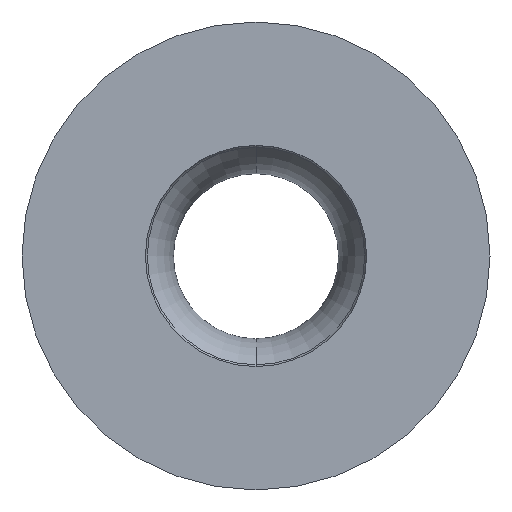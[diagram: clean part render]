
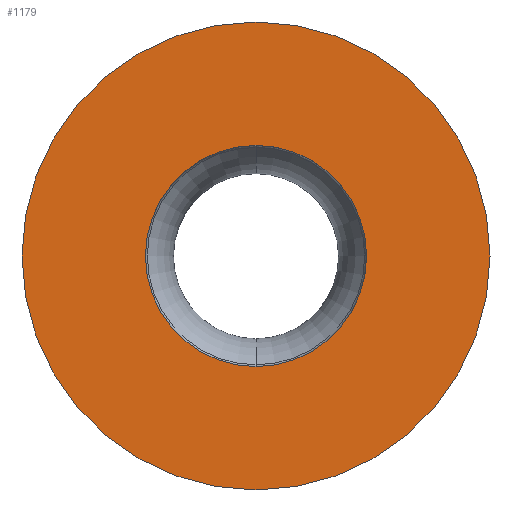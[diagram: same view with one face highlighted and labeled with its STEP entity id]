
A CAD part, top view. The second image highlights one B-rep face of the part: STEP entity #1179.
In plain terms, the highlighted planar face has unit normal (0, 0, 1).
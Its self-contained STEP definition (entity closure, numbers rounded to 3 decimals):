
#327=CARTESIAN_POINT('',(0.,0.,0.));
#328=DIRECTION('',(0.,0.,1.));
#329=DIRECTION('',(0.,-1.,0.));
#330=AXIS2_PLACEMENT_3D('',#327,#328,#329);
#335=CARTESIAN_POINT('',(0.,0.,0.));
#336=DIRECTION('',(0.,0.,-1.));
#337=DIRECTION('',(0.,-1.,0.));
#338=AXIS2_PLACEMENT_3D('',#335,#336,#337);
#343=CARTESIAN_POINT('',(0.,0.,0.));
#344=DIRECTION('',(0.,0.,-1.));
#345=DIRECTION('',(0.,-1.,0.));
#346=AXIS2_PLACEMENT_3D('',#343,#344,#345);
#351=CARTESIAN_POINT('',(0.,0.,0.));
#352=DIRECTION('',(0.,0.,-1.));
#353=DIRECTION('',(0.,1.,0.));
#354=AXIS2_PLACEMENT_3D('',#351,#352,#353);
#866=CARTESIAN_POINT('',(0.,-7.938,0.));
#867=CARTESIAN_POINT('',(0.,7.938,0.));
#868=VERTEX_POINT('',#866);
#869=VERTEX_POINT('',#867);
#900=CARTESIAN_POINT('',(0.,-3.75,0.));
#901=CARTESIAN_POINT('',(0.,3.75,0.));
#902=VERTEX_POINT('',#900);
#903=VERTEX_POINT('',#901);
#1163=CARTESIAN_POINT('',(0.,0.,0.));
#1164=DIRECTION('',(0.,0.,-1.));
#1165=DIRECTION('',(0.,1.,0.));
#1166=AXIS2_PLACEMENT_3D('',#1163,#1164,#1165);
#1167=PLANE('',#1166);
#1169=ORIENTED_EDGE('',*,*,#1168,.F.);
#1171=ORIENTED_EDGE('',*,*,#1170,.T.);
#1172=EDGE_LOOP('',(#1169,#1171));
#1173=FACE_OUTER_BOUND('',#1172,.F.);
#1174=ORIENTED_EDGE('',*,*,#1153,.F.);
#1176=ORIENTED_EDGE('',*,*,#1175,.F.);
#1177=EDGE_LOOP('',(#1174,#1176));
#1178=FACE_BOUND('',#1177,.F.);
#331=CIRCLE('',#330,7.938);
#339=CIRCLE('',#338,7.938);
#347=CIRCLE('',#346,3.75);
#355=CIRCLE('',#354,3.75);
#1153=EDGE_CURVE('',#902,#903,#347,.T.);
#1168=EDGE_CURVE('',#868,#869,#331,.T.);
#1170=EDGE_CURVE('',#868,#869,#339,.T.);
#1175=EDGE_CURVE('',#903,#902,#355,.T.);
#1179=ADVANCED_FACE('',(#1173,#1178),#1167,.F.);
